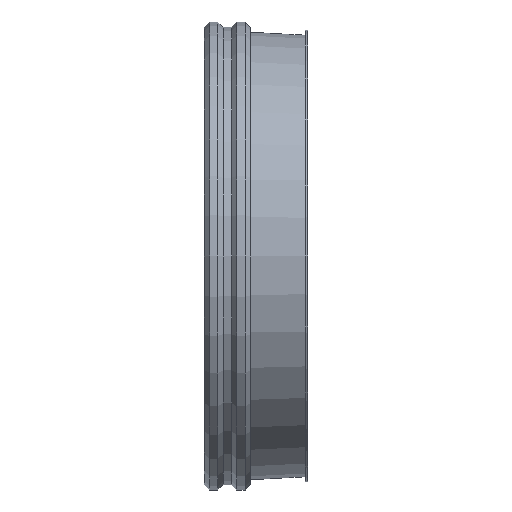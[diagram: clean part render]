
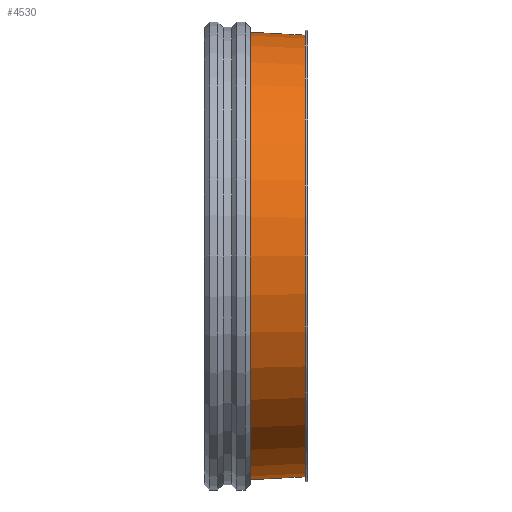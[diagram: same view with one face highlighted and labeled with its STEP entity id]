
A CAD part, left-side view. The second image highlights one B-rep face of the part: STEP entity #4530.
In plain terms, the highlighted conical face has half-angle 3 degrees and reference radius 178.36 mm.
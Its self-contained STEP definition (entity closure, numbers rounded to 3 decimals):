
#25=CONICAL_SURFACE('',#4888,178.36,0.052);
#599=LINE('',#10075,#949);
#949=VECTOR('',#5928,178.36);
#1262=FACE_OUTER_BOUND('',#1544,.T.);
#1544=EDGE_LOOP('',(#4143,#4144,#4145,#4146));
#1546=CIRCLE('',#4547,177.417);
#1716=CIRCLE('',#4887,179.722);
#1718=VERTEX_POINT('',#5933);
#2154=VERTEX_POINT('',#10072);
#2156=EDGE_CURVE('',#1718,#1718,#1546,.T.);
#2817=EDGE_CURVE('',#2154,#2154,#1716,.T.);
#2818=EDGE_CURVE('',#2154,#1718,#599,.T.);
#4143=ORIENTED_EDGE('',*,*,#2817,.T.);
#4144=ORIENTED_EDGE('',*,*,#2818,.T.);
#4145=ORIENTED_EDGE('',*,*,#2156,.T.);
#4146=ORIENTED_EDGE('',*,*,#2818,.F.);
#4530=ADVANCED_FACE('',(#1262),#25,.T.);
#4547=AXIS2_PLACEMENT_3D('',#5934,#4895,#4896);
#4887=AXIS2_PLACEMENT_3D('',#10073,#5924,#5925);
#4888=AXIS2_PLACEMENT_3D('',#10074,#5926,#5927);
#4895=DIRECTION('center_axis',(0.,1.,0.));
#4896=DIRECTION('ref_axis',(1.,0.,0.));
#5924=DIRECTION('center_axis',(0.,-1.,0.));
#5925=DIRECTION('ref_axis',(1.,0.,0.));
#5926=DIRECTION('center_axis',(0.,1.,0.));
#5927=DIRECTION('ref_axis',(1.,0.,0.));
#5928=DIRECTION('',(0.052,-0.999,0.));
#5933=CARTESIAN_POINT('',(-177.417,8.,0.));
#5934=CARTESIAN_POINT('Origin',(0.,8.,0.));
#10072=CARTESIAN_POINT('',(-179.722,52.,0.));
#10073=CARTESIAN_POINT('Origin',(0.,52.,0.));
#10074=CARTESIAN_POINT('Origin',(0.,26.,0.));
#10075=CARTESIAN_POINT('',(-178.36,26.,0.));
